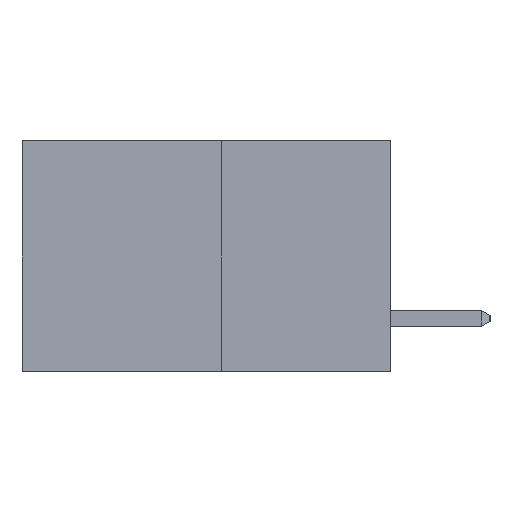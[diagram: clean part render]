
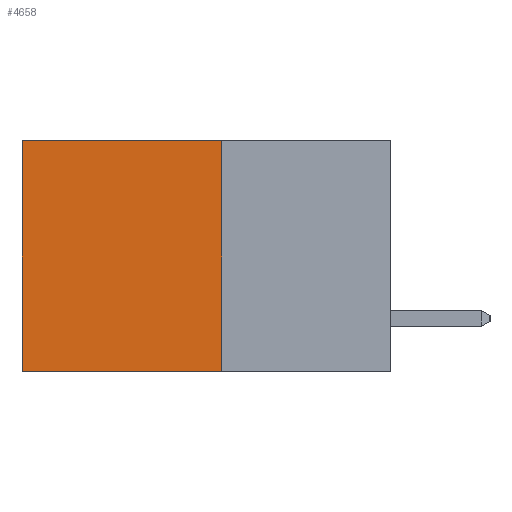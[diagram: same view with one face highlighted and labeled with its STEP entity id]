
A CAD part, left-side view. The second image highlights one B-rep face of the part: STEP entity #4658.
In plain terms, the highlighted planar face has unit normal (-1, 0, 0).
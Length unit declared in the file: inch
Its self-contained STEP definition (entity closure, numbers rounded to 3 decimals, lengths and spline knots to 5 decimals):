
#1979 = ORIENTED_EDGE ( 'NONE', *, *, #13304, .F. ) ;
#2646 = EDGE_CURVE ( 'NONE', #19880, #8392, #3529, .T. ) ;
#3242 = CARTESIAN_POINT ( 'NONE',  ( 0.277, 0.27, -0.37 ) ) ;
#3529 = LINE ( 'NONE', #17444, #17872 ) ;
#3543 = ORIENTED_EDGE ( 'NONE', *, *, #22496, .T. ) ;
#4534 = CARTESIAN_POINT ( 'NONE',  ( 0.277, 0.27, -0.37 ) ) ;
#4658 = ADVANCED_FACE ( 'NONE', ( #11950 ), #12017, .F. ) ;
#6439 = DIRECTION ( 'NONE',  ( 0., 0., -1. ) ) ;
#6895 = EDGE_CURVE ( 'NONE', #17382, #12374, #21069, .T. ) ;
#6980 = DIRECTION ( 'NONE',  ( 0., 0., -1. ) ) ;
#8392 = VERTEX_POINT ( 'NONE', #3242 ) ;
#10674 = VECTOR ( 'NONE', #23943, 39.37008 ) ;
#10743 = VECTOR ( 'NONE', #17003, 39.37008 ) ;
#11950 = FACE_OUTER_BOUND ( 'NONE', #14089, .T. ) ;
#12017 = PLANE ( 'NONE',  #13710 ) ;
#12278 = CARTESIAN_POINT ( 'NONE',  ( 0.277, 0.27, 0. ) ) ;
#12374 = VERTEX_POINT ( 'NONE', #15016 ) ;
#13304 = EDGE_CURVE ( 'NONE', #8392, #12374, #21878, .T. ) ;
#13710 = AXIS2_PLACEMENT_3D ( 'NONE', #4534, #17628, #6439 ) ;
#14089 = EDGE_LOOP ( 'NONE', ( #23778, #1979, #14972, #3543 ) ) ;
#14972 = ORIENTED_EDGE ( 'NONE', *, *, #2646, .F. ) ;
#15016 = CARTESIAN_POINT ( 'NONE',  ( 0.277, 0.59, -0.37 ) ) ;
#15141 = CARTESIAN_POINT ( 'NONE',  ( 0.277, 0.27, 0. ) ) ;
#16087 = CARTESIAN_POINT ( 'NONE',  ( 0.277, 0.27, -0.37 ) ) ;
#16730 = CARTESIAN_POINT ( 'NONE',  ( 0.277, 0.59, -0.37 ) ) ;
#17003 = DIRECTION ( 'NONE',  ( 0., 1., 0. ) ) ;
#17036 = VECTOR ( 'NONE', #21613, 39.37008 ) ;
#17382 = VERTEX_POINT ( 'NONE', #18123 ) ;
#17444 = CARTESIAN_POINT ( 'NONE',  ( 0.277, 0.27, -0.37 ) ) ;
#17628 = DIRECTION ( 'NONE',  ( 1., 0., 0. ) ) ;
#17872 = VECTOR ( 'NONE', #6980, 39.37008 ) ;
#18123 = CARTESIAN_POINT ( 'NONE',  ( 0.277, 0.59, 0. ) ) ;
#19880 = VERTEX_POINT ( 'NONE', #12278 ) ;
#20564 = LINE ( 'NONE', #15141, #10743 ) ;
#21069 = LINE ( 'NONE', #16730, #10674 ) ;
#21613 = DIRECTION ( 'NONE',  ( 0., 1., 0. ) ) ;
#21878 = LINE ( 'NONE', #16087, #17036 ) ;
#22496 = EDGE_CURVE ( 'NONE', #19880, #17382, #20564, .T. ) ;
#23778 = ORIENTED_EDGE ( 'NONE', *, *, #6895, .T. ) ;
#23943 = DIRECTION ( 'NONE',  ( 0., 0., -1. ) ) ;
